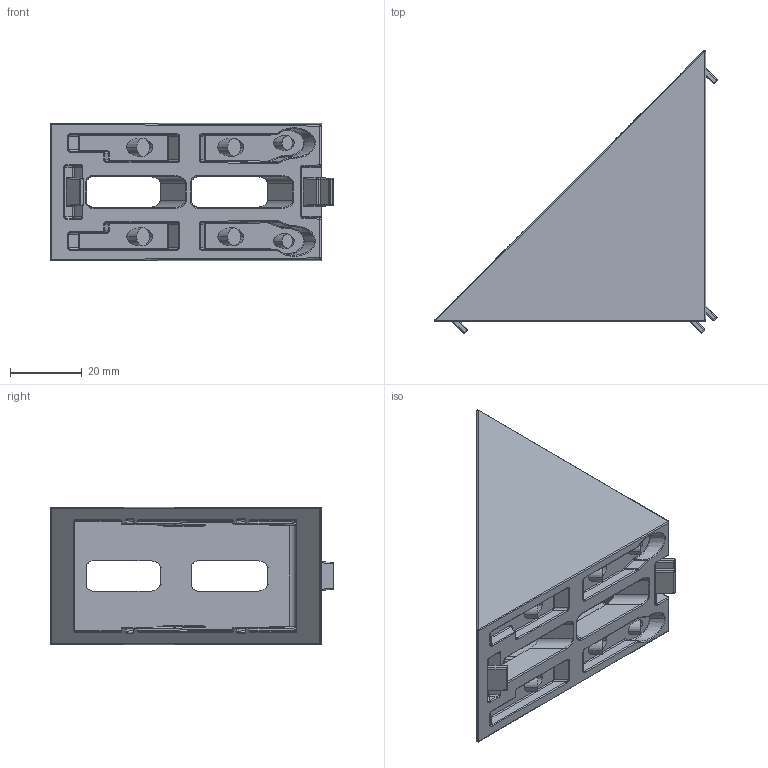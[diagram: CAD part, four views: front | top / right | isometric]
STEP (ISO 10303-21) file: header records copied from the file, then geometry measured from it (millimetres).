
FILE_DESCRIPTION (( 'STEP AP203' ), '1' );
FILE_NAME ('084.305.048.STEP', '2019-11-22T07:46:24', ( 'Localadmin' ), ( 'Microsoft' ), 'SwSTEP 2.0', 'SolidWorks 2018', '' );
FILE_SCHEMA (( 'CONFIG_CONTROL_DESIGN' ));
Length unit declared in the file: millimetre
Products named in the file (1): 084.305.048
Bounding box: 78.82 x 78.82 x 38.29 mm (x, y, z)
Volume: 40724.9 mm3; surface area: 22795.6 mm2
Topology: 1 solids, 1 shells, 827 faces, 1915 edges, 1108 vertices
Faces by surface type: cylinder 320, bspline 257, plane 149, cone 57, sphere 44
Entity records: 27172 total; most frequent: CARTESIAN_POINT 10880, ORIENTED_EDGE 3802, DIRECTION 3046, EDGE_CURVE 1901, AXIS2_PLACEMENT_3D 1175, VERTEX_POINT 1104, EDGE_LOOP 863, ADVANCED_FACE 827
